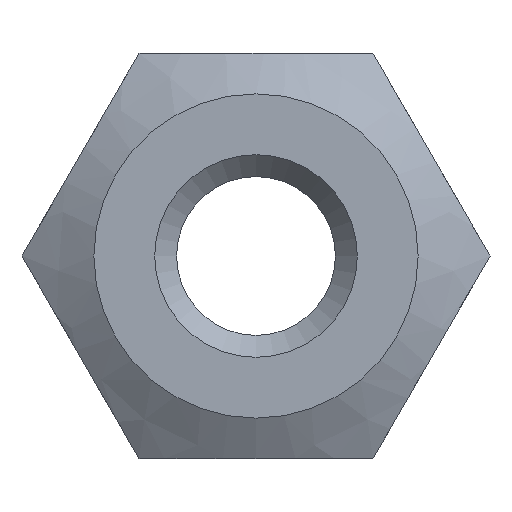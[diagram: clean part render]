
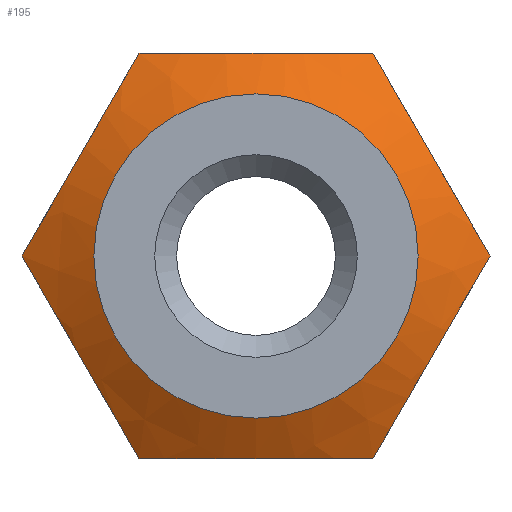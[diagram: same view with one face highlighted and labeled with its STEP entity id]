
A CAD part, left-side view. The second image highlights one B-rep face of the part: STEP entity #195.
In plain terms, the highlighted conical face has half-angle 60 degrees and reference radius 1.6 mm.
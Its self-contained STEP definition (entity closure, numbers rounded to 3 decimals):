
#39=B_SPLINE_CURVE_WITH_KNOTS('',3,(#328,#329,#330,#331,#332),
 .UNSPECIFIED.,.F.,.F.,(4,1,4),(0.,0.001,
0.002),.UNSPECIFIED.);
#40=B_SPLINE_CURVE_WITH_KNOTS('',3,(#335,#336,#337,#338,#339),
 .UNSPECIFIED.,.F.,.F.,(4,1,4),(0.,0.001,
0.002),.UNSPECIFIED.);
#41=B_SPLINE_CURVE_WITH_KNOTS('',3,(#341,#342,#343,#344,#345),
 .UNSPECIFIED.,.F.,.F.,(4,1,4),(0.003,0.004,
0.005),.UNSPECIFIED.);
#42=B_SPLINE_CURVE_WITH_KNOTS('',3,(#347,#348,#349,#350,#351),
 .UNSPECIFIED.,.F.,.F.,(4,1,4),(0.,0.001,
0.002),.UNSPECIFIED.);
#43=B_SPLINE_CURVE_WITH_KNOTS('',3,(#353,#354,#355,#356,#357),
 .UNSPECIFIED.,.F.,.F.,(4,1,4),(0.,0.001,
0.002),.UNSPECIFIED.);
#44=B_SPLINE_CURVE_WITH_KNOTS('',3,(#359,#360,#361,#362,#363),
 .UNSPECIFIED.,.F.,.F.,(4,1,4),(0.003,0.004,
0.005),.UNSPECIFIED.);
#46=CONICAL_SURFACE('',#223,1.6,1.047);
#58=ORIENTED_EDGE('',*,*,#105,.T.);
#59=ORIENTED_EDGE('',*,*,#106,.T.);
#60=ORIENTED_EDGE('',*,*,#107,.T.);
#61=ORIENTED_EDGE('',*,*,#108,.T.);
#62=ORIENTED_EDGE('',*,*,#109,.T.);
#63=ORIENTED_EDGE('',*,*,#110,.T.);
#64=ORIENTED_EDGE('',*,*,#111,.T.);
#105=EDGE_CURVE('',#129,#130,#39,.T.);
#106=EDGE_CURVE('',#130,#131,#40,.T.);
#107=EDGE_CURVE('',#131,#132,#41,.T.);
#108=EDGE_CURVE('',#132,#133,#42,.T.);
#109=EDGE_CURVE('',#133,#134,#43,.T.);
#110=EDGE_CURVE('',#134,#129,#44,.T.);
#111=EDGE_CURVE('',#135,#135,#141,.T.);
#129=VERTEX_POINT('',#333);
#130=VERTEX_POINT('',#334);
#131=VERTEX_POINT('',#340);
#132=VERTEX_POINT('',#346);
#133=VERTEX_POINT('',#352);
#134=VERTEX_POINT('',#358);
#135=VERTEX_POINT('',#365);
#141=CIRCLE('',#224,1.6);
#149=EDGE_LOOP('',(#58,#59,#60,#61,#62,#63));
#150=EDGE_LOOP('',(#64));
#169=FACE_BOUND('',#149,.T.);
#170=FACE_BOUND('',#150,.T.);
#195=ADVANCED_FACE('',(#169,#170),#46,.T.);
#223=AXIS2_PLACEMENT_3D('',#327,#248,#249);
#224=AXIS2_PLACEMENT_3D('',#364,#250,#251);
#248=DIRECTION('',(1.,0.,0.));
#249=DIRECTION('',(0.,0.,-1.));
#250=DIRECTION('',(1.,0.,0.));
#251=DIRECTION('',(0.,0.,-1.));
#327=CARTESIAN_POINT('',(0.,0.,0.));
#328=CARTESIAN_POINT('',(0.41,1.155,2.));
#329=CARTESIAN_POINT('',(0.301,1.343,1.673));
#330=CARTESIAN_POINT('',(0.161,1.73,1.004));
#331=CARTESIAN_POINT('',(0.301,2.121,0.327));
#332=CARTESIAN_POINT('',(0.41,2.309,0.));
#333=CARTESIAN_POINT('',(0.41,1.155,2.));
#334=CARTESIAN_POINT('',(0.41,2.309,0.));
#335=CARTESIAN_POINT('',(0.41,2.309,0.));
#336=CARTESIAN_POINT('',(0.301,2.121,-0.327));
#337=CARTESIAN_POINT('',(0.161,1.734,-0.996));
#338=CARTESIAN_POINT('',(0.301,1.343,-1.673));
#339=CARTESIAN_POINT('',(0.41,1.155,-2.));
#340=CARTESIAN_POINT('',(0.41,1.155,-2.));
#341=CARTESIAN_POINT('',(0.41,1.155,-2.));
#342=CARTESIAN_POINT('',(0.301,0.779,-2.));
#343=CARTESIAN_POINT('',(0.161,0.,-2.));
#344=CARTESIAN_POINT('',(0.301,-0.779,-2.));
#345=CARTESIAN_POINT('',(0.41,-1.155,-2.));
#346=CARTESIAN_POINT('',(0.41,-1.155,-2.));
#347=CARTESIAN_POINT('',(0.41,-1.155,-2.));
#348=CARTESIAN_POINT('',(0.301,-1.343,-1.673));
#349=CARTESIAN_POINT('',(0.161,-1.73,-1.004));
#350=CARTESIAN_POINT('',(0.301,-2.121,-0.327));
#351=CARTESIAN_POINT('',(0.41,-2.309,0.));
#352=CARTESIAN_POINT('',(0.41,-2.309,0.));
#353=CARTESIAN_POINT('',(0.41,-2.309,0.));
#354=CARTESIAN_POINT('',(0.301,-2.121,0.327));
#355=CARTESIAN_POINT('',(0.161,-1.734,0.996));
#356=CARTESIAN_POINT('',(0.301,-1.343,1.673));
#357=CARTESIAN_POINT('',(0.41,-1.155,2.));
#358=CARTESIAN_POINT('',(0.41,-1.155,2.));
#359=CARTESIAN_POINT('',(0.41,-1.155,2.));
#360=CARTESIAN_POINT('',(0.301,-0.779,2.));
#361=CARTESIAN_POINT('',(0.161,0.,2.));
#362=CARTESIAN_POINT('',(0.301,0.779,2.));
#363=CARTESIAN_POINT('',(0.41,1.155,2.));
#364=CARTESIAN_POINT('',(0.,0.,0.));
#365=CARTESIAN_POINT('',(0.,0.,-1.6));
